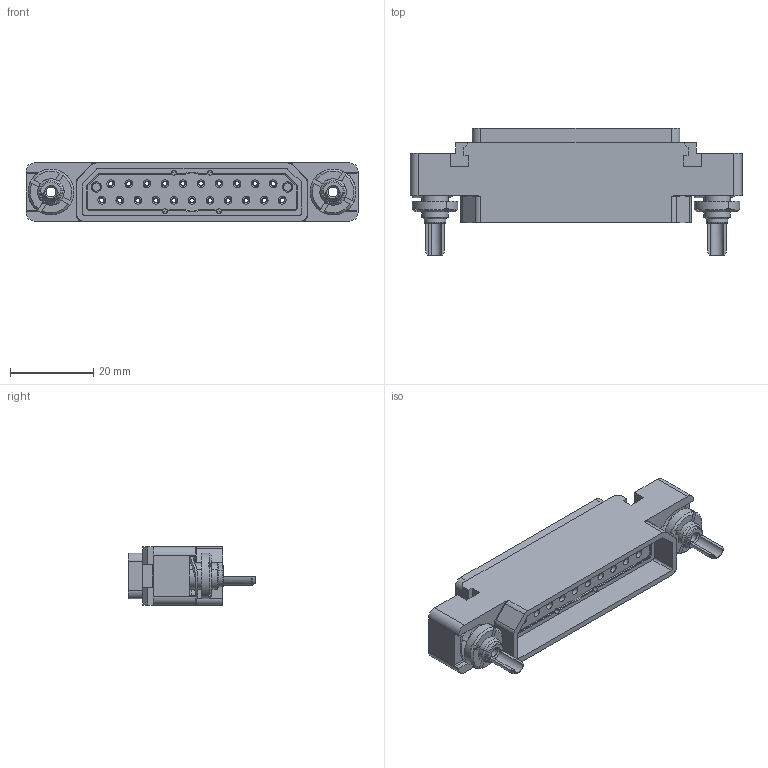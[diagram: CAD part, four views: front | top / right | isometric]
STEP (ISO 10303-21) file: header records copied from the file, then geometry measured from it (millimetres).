
FILE_DESCRIPTION((''),'2;1');
FILE_NAME('1900ND04P1B00A','2019-10-28T',('presta_be4'),(''),'CREO PARAMETRIC BY PTC INC, 2018360','CREO PARAMETRIC BY PTC INC, 2018360','');
FILE_SCHEMA(('CONFIG_CONTROL_DESIGN'));
Products named in the file (1): 1900ND04P1B00A
Bounding box: 80 x 30.75 x 14 mm (x, y, z)
Volume: 13559.8 mm3; surface area: 14937.5 mm2
Topology: 1 solids, 1 shells, 1868 faces, 4297 edges, 2542 vertices
Faces by surface type: cylinder 571, torus 552, plane 367, cone 338, extrusion 26, bspline 14
Entity records: 59779 total; most frequent: CARTESIAN_POINT 16179, DIRECTION 10141, ORIENTED_EDGE 8586, AXIS2_PLACEMENT_3D 4294, EDGE_CURVE 4293, VERTEX_POINT 2542, CIRCLE 2466, EDGE_LOOP 2051
